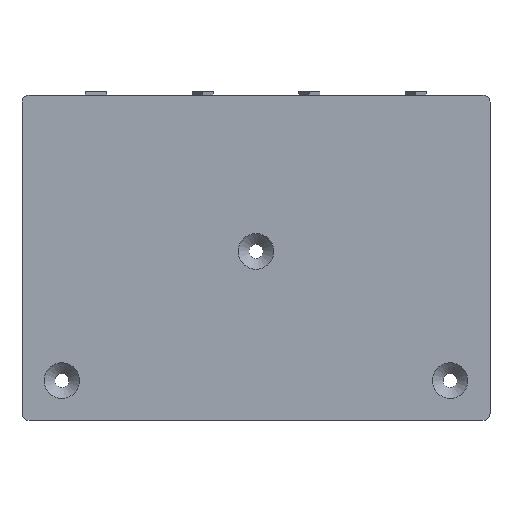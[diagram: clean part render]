
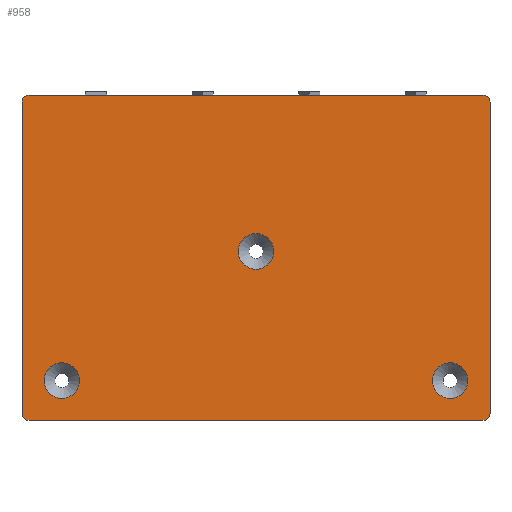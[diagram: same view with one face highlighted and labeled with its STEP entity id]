
A CAD part, front view. The second image highlights one B-rep face of the part: STEP entity #958.
In plain terms, the highlighted planar face has unit normal (0, -1, 0).
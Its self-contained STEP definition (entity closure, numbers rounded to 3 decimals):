
#33=FACE_BOUND('',#172,.T.);
#34=FACE_BOUND('',#173,.T.);
#35=FACE_BOUND('',#174,.T.);
#52=CIRCLE('',#1032,2.5);
#54=CIRCLE('',#1035,1.);
#55=CIRCLE('',#1036,1.);
#56=CIRCLE('',#1037,1.);
#57=CIRCLE('',#1038,1.);
#58=CIRCLE('',#1039,2.5);
#59=CIRCLE('',#1040,2.5);
#111=FACE_OUTER_BOUND('',#171,.T.);
#171=EDGE_LOOP('',(#702,#703,#704,#705,#706,#707,#708,#709));
#172=EDGE_LOOP('',(#710));
#173=EDGE_LOOP('',(#711));
#174=EDGE_LOOP('',(#712));
#270=LINE('',#1495,#363);
#271=LINE('',#1499,#364);
#272=LINE('',#1503,#365);
#273=LINE('',#1506,#366);
#363=VECTOR('',#1195,10.);
#364=VECTOR('',#1198,10.);
#365=VECTOR('',#1201,10.);
#366=VECTOR('',#1204,10.);
#443=VERTEX_POINT('',#1485);
#445=VERTEX_POINT('',#1491);
#446=VERTEX_POINT('',#1492);
#447=VERTEX_POINT('',#1494);
#448=VERTEX_POINT('',#1496);
#449=VERTEX_POINT('',#1498);
#450=VERTEX_POINT('',#1500);
#451=VERTEX_POINT('',#1502);
#452=VERTEX_POINT('',#1504);
#453=VERTEX_POINT('',#1507);
#454=VERTEX_POINT('',#1509);
#542=EDGE_CURVE('',#443,#443,#52,.T.);
#545=EDGE_CURVE('',#445,#446,#54,.T.);
#546=EDGE_CURVE('',#445,#447,#270,.T.);
#547=EDGE_CURVE('',#448,#447,#55,.T.);
#548=EDGE_CURVE('',#448,#449,#271,.T.);
#549=EDGE_CURVE('',#450,#449,#56,.T.);
#550=EDGE_CURVE('',#450,#451,#272,.T.);
#551=EDGE_CURVE('',#452,#451,#57,.T.);
#552=EDGE_CURVE('',#452,#446,#273,.T.);
#553=EDGE_CURVE('',#453,#453,#58,.T.);
#554=EDGE_CURVE('',#454,#454,#59,.T.);
#702=ORIENTED_EDGE('',*,*,#545,.F.);
#703=ORIENTED_EDGE('',*,*,#546,.T.);
#704=ORIENTED_EDGE('',*,*,#547,.F.);
#705=ORIENTED_EDGE('',*,*,#548,.T.);
#706=ORIENTED_EDGE('',*,*,#549,.F.);
#707=ORIENTED_EDGE('',*,*,#550,.T.);
#708=ORIENTED_EDGE('',*,*,#551,.F.);
#709=ORIENTED_EDGE('',*,*,#552,.T.);
#710=ORIENTED_EDGE('',*,*,#553,.F.);
#711=ORIENTED_EDGE('',*,*,#554,.F.);
#712=ORIENTED_EDGE('',*,*,#542,.F.);
#918=PLANE('',#1034);
#958=ADVANCED_FACE('',(#111,#33,#34,#35),#918,.T.);
#1032=AXIS2_PLACEMENT_3D('',#1486,#1186,#1187);
#1034=AXIS2_PLACEMENT_3D('',#1490,#1191,#1192);
#1035=AXIS2_PLACEMENT_3D('',#1493,#1193,#1194);
#1036=AXIS2_PLACEMENT_3D('',#1497,#1196,#1197);
#1037=AXIS2_PLACEMENT_3D('',#1501,#1199,#1200);
#1038=AXIS2_PLACEMENT_3D('',#1505,#1202,#1203);
#1039=AXIS2_PLACEMENT_3D('',#1508,#1205,#1206);
#1040=AXIS2_PLACEMENT_3D('',#1510,#1207,#1208);
#1186=DIRECTION('center_axis',(0.,-1.,0.));
#1187=DIRECTION('ref_axis',(1.,0.,0.));
#1191=DIRECTION('center_axis',(0.,-1.,0.));
#1192=DIRECTION('ref_axis',(0.,0.,-1.));
#1193=DIRECTION('center_axis',(0.,1.,0.));
#1194=DIRECTION('ref_axis',(0.707,0.,0.707));
#1195=DIRECTION('',(-1.,0.,0.));
#1196=DIRECTION('center_axis',(0.,1.,0.));
#1197=DIRECTION('ref_axis',(-0.707,0.,0.707));
#1198=DIRECTION('',(0.,0.,-1.));
#1199=DIRECTION('center_axis',(0.,1.,0.));
#1200=DIRECTION('ref_axis',(-0.707,0.,-0.707));
#1201=DIRECTION('',(1.,0.,0.));
#1202=DIRECTION('center_axis',(0.,1.,0.));
#1203=DIRECTION('ref_axis',(0.707,0.,-0.707));
#1204=DIRECTION('',(0.,0.,1.));
#1205=DIRECTION('center_axis',(0.,-1.,0.));
#1206=DIRECTION('ref_axis',(1.,0.,0.));
#1207=DIRECTION('center_axis',(0.,-1.,0.));
#1208=DIRECTION('ref_axis',(1.,0.,0.));
#1485=CARTESIAN_POINT('',(187.619,-5.,67.691));
#1486=CARTESIAN_POINT('Origin',(190.119,-5.,67.691));
#1490=CARTESIAN_POINT('Origin',(162.814,-5.,84.963));
#1491=CARTESIAN_POINT('',(194.726,-5.,107.842));
#1492=CARTESIAN_POINT('',(195.726,-5.,106.842));
#1493=CARTESIAN_POINT('Origin',(194.726,-5.,106.842));
#1494=CARTESIAN_POINT('',(130.902,-5.,107.842));
#1495=CARTESIAN_POINT('',(195.726,-5.,107.842));
#1496=CARTESIAN_POINT('',(129.902,-5.,106.842));
#1497=CARTESIAN_POINT('Origin',(130.902,-5.,106.842));
#1498=CARTESIAN_POINT('',(129.902,-5.,63.084));
#1499=CARTESIAN_POINT('',(129.902,-5.,107.842));
#1500=CARTESIAN_POINT('',(130.902,-5.,62.084));
#1501=CARTESIAN_POINT('Origin',(130.902,-5.,63.084));
#1502=CARTESIAN_POINT('',(194.726,-5.,62.084));
#1503=CARTESIAN_POINT('',(129.902,-5.,62.084));
#1504=CARTESIAN_POINT('',(195.726,-5.,63.084));
#1505=CARTESIAN_POINT('Origin',(194.726,-5.,63.084));
#1506=CARTESIAN_POINT('',(195.726,-5.,62.084));
#1507=CARTESIAN_POINT('',(133.009,-5.,67.691));
#1508=CARTESIAN_POINT('Origin',(135.509,-5.,67.691));
#1509=CARTESIAN_POINT('',(160.314,-5.,85.852));
#1510=CARTESIAN_POINT('Origin',(162.814,-5.,85.852));
